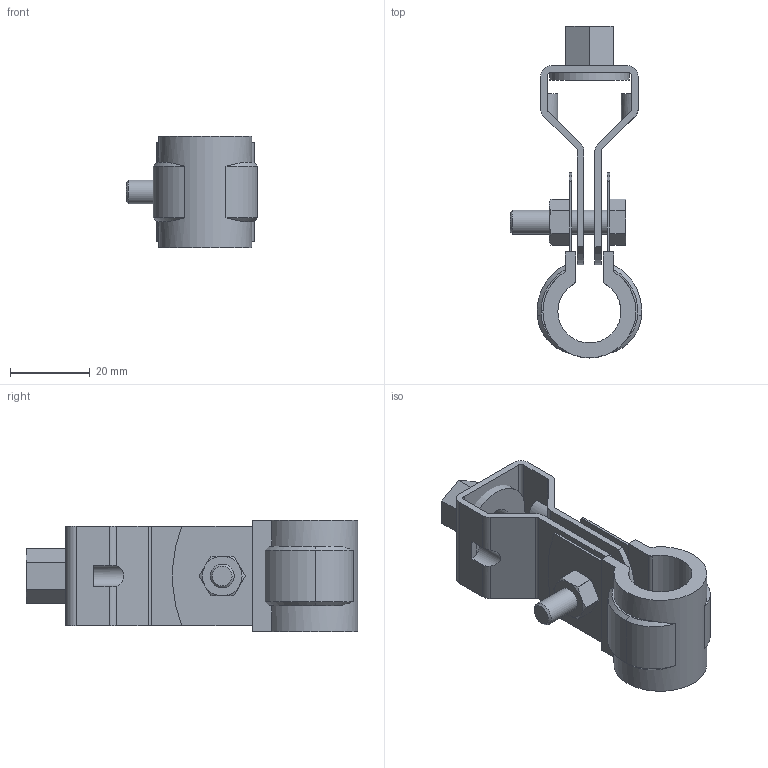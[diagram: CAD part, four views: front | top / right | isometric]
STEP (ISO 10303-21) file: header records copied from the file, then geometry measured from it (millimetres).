
FILE_DESCRIPTION( ( 'STEP AP203' ), '1' );
FILE_NAME( '13SU.step', '2022-07-15T05:13:25', ( ' ' ), ( ' ' ), 'XStep 1.0', ' ', ' ' );
FILE_SCHEMA( ( 'CONFIG_CONTROL_DESIGN' ) );
Length unit declared in the file: millimetre
Products named in the file (6): 1; 2; 3; 4; 5; 6
Bounding box: 33.05 x 83.48 x 28 mm (x, y, z)
Volume: 15125 mm3; surface area: 21268.1 mm2
Topology: 6 solids, 6 shells, 210 faces, 598 edges, 394 vertices
Faces by surface type: cylinder 87, plane 86, cone 17, bspline 12, offset 8
Full cylindrical faces by diameter (mm): 4.917 x1, 6 x1, 7 x2, 8.5 x1, 10.5 x2, 15 x1, 20 x1
Entity records: 9694 total; most frequent: CARTESIAN_POINT 4178, ORIENTED_EDGE 1166, DIRECTION 990, EDGE_CURVE 583, VERTEX_POINT 391, AXIS2_PLACEMENT_3D 363, LINE 264, VECTOR 264
